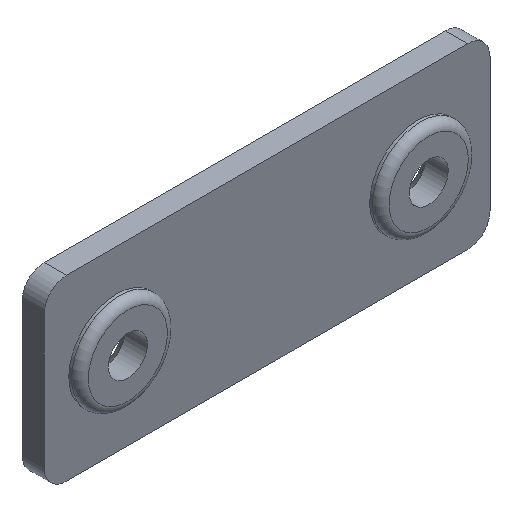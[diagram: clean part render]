
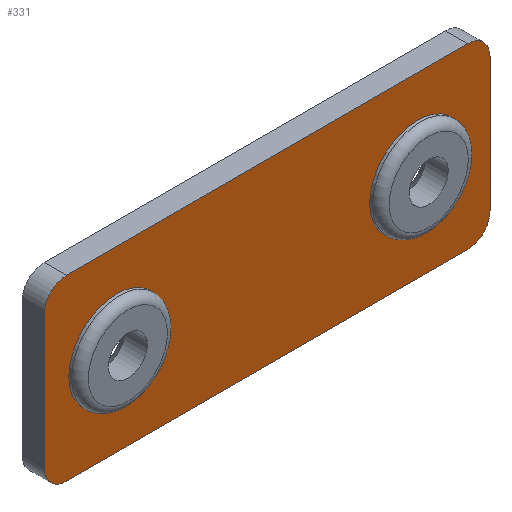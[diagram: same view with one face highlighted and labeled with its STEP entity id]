
A CAD part, isometric view. The second image highlights one B-rep face of the part: STEP entity #331.
In plain terms, the highlighted planar face has unit normal (0, -1, 0).
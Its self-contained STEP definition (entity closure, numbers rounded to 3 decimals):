
#21=FACE_BOUND('',#64,.T.);
#22=FACE_BOUND('',#65,.T.);
#29=PLANE('',#375);
#41=FACE_OUTER_BOUND('',#63,.T.);
#63=EDGE_LOOP('',(#261,#262,#263,#264,#265,#266,#267,#268));
#64=EDGE_LOOP('',(#269));
#65=EDGE_LOOP('',(#270));
#83=LINE('',#528,#105);
#89=LINE('',#552,#111);
#92=LINE('',#560,#114);
#94=LINE('',#566,#116);
#105=VECTOR('',#415,10.);
#111=VECTOR('',#439,10.);
#114=VECTOR('',#448,10.);
#116=VECTOR('',#456,10.);
#124=CIRCLE('',#359,2.);
#130=CIRCLE('',#368,2.);
#131=CIRCLE('',#371,2.);
#132=CIRCLE('',#374,2.);
#133=CIRCLE('',#376,4.3);
#134=CIRCLE('',#377,4.3);
#149=VERTEX_POINT('',#518);
#150=VERTEX_POINT('',#520);
#152=VERTEX_POINT('',#526);
#160=VERTEX_POINT('',#546);
#161=VERTEX_POINT('',#550);
#162=VERTEX_POINT('',#554);
#163=VERTEX_POINT('',#556);
#164=VERTEX_POINT('',#562);
#165=VERTEX_POINT('',#567);
#166=VERTEX_POINT('',#569);
#179=EDGE_CURVE('',#149,#150,#124,.T.);
#183=EDGE_CURVE('',#149,#152,#83,.T.);
#193=EDGE_CURVE('',#160,#152,#130,.T.);
#195=EDGE_CURVE('',#161,#160,#89,.T.);
#197=EDGE_CURVE('',#162,#163,#131,.T.);
#199=EDGE_CURVE('',#150,#162,#92,.T.);
#201=EDGE_CURVE('',#164,#161,#132,.T.);
#202=EDGE_CURVE('',#163,#164,#94,.T.);
#203=EDGE_CURVE('',#165,#165,#133,.T.);
#204=EDGE_CURVE('',#166,#166,#134,.T.);
#261=ORIENTED_EDGE('',*,*,#179,.F.);
#262=ORIENTED_EDGE('',*,*,#183,.T.);
#263=ORIENTED_EDGE('',*,*,#193,.F.);
#264=ORIENTED_EDGE('',*,*,#195,.F.);
#265=ORIENTED_EDGE('',*,*,#201,.F.);
#266=ORIENTED_EDGE('',*,*,#202,.F.);
#267=ORIENTED_EDGE('',*,*,#197,.F.);
#268=ORIENTED_EDGE('',*,*,#199,.F.);
#269=ORIENTED_EDGE('',*,*,#203,.T.);
#270=ORIENTED_EDGE('',*,*,#204,.T.);
#331=ADVANCED_FACE('',(#41,#21,#22),#29,.F.);
#359=AXIS2_PLACEMENT_3D('',#521,#408,#409);
#368=AXIS2_PLACEMENT_3D('',#548,#434,#435);
#371=AXIS2_PLACEMENT_3D('',#557,#443,#444);
#374=AXIS2_PLACEMENT_3D('',#564,#452,#453);
#375=AXIS2_PLACEMENT_3D('',#565,#454,#455);
#376=AXIS2_PLACEMENT_3D('',#568,#457,#458);
#377=AXIS2_PLACEMENT_3D('',#570,#459,#460);
#408=DIRECTION('center_axis',(0.,1.,0.));
#409=DIRECTION('ref_axis',(-0.707,0.,0.707));
#415=DIRECTION('',(0.,0.,-1.));
#434=DIRECTION('center_axis',(0.,1.,0.));
#435=DIRECTION('ref_axis',(-0.707,0.,-0.707));
#439=DIRECTION('',(-1.,0.,0.));
#443=DIRECTION('center_axis',(0.,1.,0.));
#444=DIRECTION('ref_axis',(0.707,0.,0.707));
#448=DIRECTION('',(1.,0.,0.));
#452=DIRECTION('center_axis',(0.,1.,0.));
#453=DIRECTION('ref_axis',(0.707,0.,-0.707));
#454=DIRECTION('center_axis',(0.,1.,0.));
#455=DIRECTION('ref_axis',(-1.,0.,0.));
#456=DIRECTION('',(0.,0.,-1.));
#457=DIRECTION('center_axis',(0.,1.,0.));
#458=DIRECTION('ref_axis',(-1.,0.,0.));
#459=DIRECTION('center_axis',(0.,1.,0.));
#460=DIRECTION('ref_axis',(-1.,0.,0.));
#518=CARTESIAN_POINT('',(-20.,1.5,-134.));
#520=CARTESIAN_POINT('',(-18.,1.5,-132.));
#521=CARTESIAN_POINT('Origin',(-18.,1.5,-134.));
#526=CARTESIAN_POINT('',(-20.,1.5,-146.));
#528=CARTESIAN_POINT('',(-20.,1.5,-132.));
#546=CARTESIAN_POINT('',(-18.,1.5,-148.));
#548=CARTESIAN_POINT('Origin',(-18.,1.5,-146.));
#550=CARTESIAN_POINT('',(18.,1.5,-148.));
#552=CARTESIAN_POINT('',(20.,1.5,-148.));
#554=CARTESIAN_POINT('',(18.,1.5,-132.));
#556=CARTESIAN_POINT('',(20.,1.5,-134.));
#557=CARTESIAN_POINT('Origin',(18.,1.5,-134.));
#560=CARTESIAN_POINT('',(0.,1.5,-132.));
#562=CARTESIAN_POINT('',(20.,1.5,-146.));
#564=CARTESIAN_POINT('Origin',(18.,1.5,-146.));
#565=CARTESIAN_POINT('Origin',(0.,1.5,-21.404));
#566=CARTESIAN_POINT('',(20.,1.5,-132.));
#567=CARTESIAN_POINT('',(17.8,1.5,-140.));
#568=CARTESIAN_POINT('Origin',(13.5,1.5,-140.));
#569=CARTESIAN_POINT('',(-9.2,1.5,-140.));
#570=CARTESIAN_POINT('Origin',(-13.5,1.5,-140.));
